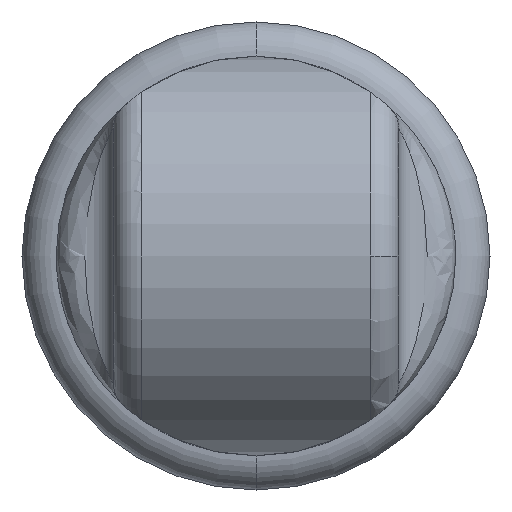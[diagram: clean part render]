
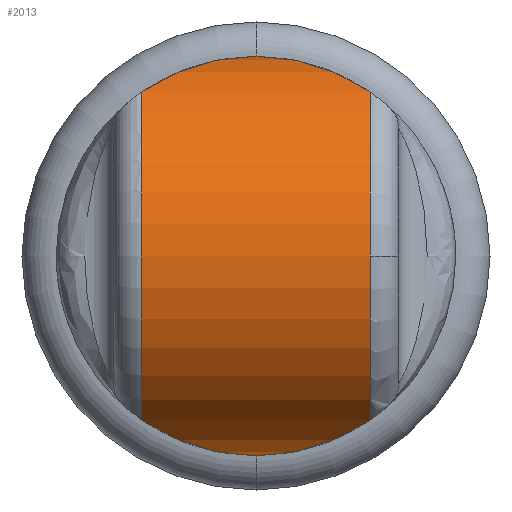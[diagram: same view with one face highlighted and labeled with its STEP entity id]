
A CAD part, left-side view. The second image highlights one B-rep face of the part: STEP entity #2013.
In plain terms, the highlighted cylindrical face has radius 0.889 mm (diameter 1.778 mm), a partial arc.
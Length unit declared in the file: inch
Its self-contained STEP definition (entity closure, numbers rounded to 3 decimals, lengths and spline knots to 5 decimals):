
#7 = ORIENTED_EDGE ( 'NONE', *, *, #3310, .T. ) ;
#20 = CARTESIAN_POINT ( 'NONE',  ( 0.02695, -0.10754, -0.03284 ) ) ;
#50 = CIRCLE ( 'NONE', #2719, 0.035 ) ;
#195 = EDGE_LOOP ( 'NONE', ( #1589, #7, #2781, #1364, #2041, #2084, #226 ) ) ;
#209 = EDGE_CURVE ( 'NONE', #2007, #820, #487, .T. ) ;
#213 =( BOUNDED_CURVE ( )  B_SPLINE_CURVE ( 3, ( #1789, #20, #924, #3300 ),
 .UNSPECIFIED., .F., .F. ) 
 B_SPLINE_CURVE_WITH_KNOTS ( ( 4, 4 ),
 ( 4.10414, 4.71239 ),
 .UNSPECIFIED. ) 
 CURVE ( )  GEOMETRIC_REPRESENTATION_ITEM ( )  RATIONAL_B_SPLINE_CURVE ( ( 1., 0.969, 0.969, 1. ) ) 
 REPRESENTATION_ITEM ( '' )  );
#226 = ORIENTED_EDGE ( 'NONE', *, *, #209, .F. ) ;
#232 = CARTESIAN_POINT ( 'NONE',  ( 0.04104, -0.09345, 0.035 ) ) ;
#238 = CARTESIAN_POINT ( 'NONE',  ( 0.02104, -0.11345, -0.02872 ) ) ;
#330 = FACE_OUTER_BOUND ( 'NONE', #195, .T. ) ;
#390 = VERTEX_POINT ( 'NONE', #2239 ) ;
#454 = DIRECTION ( 'NONE',  ( 0., -1., 0. ) ) ;
#487 =( BOUNDED_CURVE ( )  B_SPLINE_CURVE ( 3, ( #2151, #3030, #685, #2426 ),
 .UNSPECIFIED., .F., .T. ) 
 B_SPLINE_CURVE_WITH_KNOTS ( ( 4, 4 ),
 ( 4.71239, 5.32063 ),
 .UNSPECIFIED. ) 
 CURVE ( )  GEOMETRIC_REPRESENTATION_ITEM ( )  RATIONAL_B_SPLINE_CURVE ( ( 1., 0.969, 0.969, 1. ) ) 
 REPRESENTATION_ITEM ( '' )  );
#577 = VERTEX_POINT ( 'NONE', #1222 ) ;
#685 = CARTESIAN_POINT ( 'NONE',  ( 0.02695, -0.07937, -0.03284 ) ) ;
#790 = CARTESIAN_POINT ( 'NONE',  ( 0.04104, -0.11345, 0. ) ) ;
#820 = VERTEX_POINT ( 'NONE', #3046 ) ;
#924 = CARTESIAN_POINT ( 'NONE',  ( 0.03383, -0.10066, -0.035 ) ) ;
#925 = EDGE_CURVE ( 'NONE', #2602, #390, #976, .T. ) ;
#976 = CIRCLE ( 'NONE', #3146, 0.035 ) ;
#986 = CARTESIAN_POINT ( 'NONE',  ( 0.00604, -0.11345, 0. ) ) ;
#1164 = CIRCLE ( 'NONE', #3713, 0.035 ) ;
#1199 = CARTESIAN_POINT ( 'NONE',  ( 0.03383, -0.10066, 0.035 ) ) ;
#1222 = CARTESIAN_POINT ( 'NONE',  ( 0.02104, -0.07345, 0.02872 ) ) ;
#1322 = DIRECTION ( 'NONE',  ( 0., 1., 0. ) ) ;
#1364 = ORIENTED_EDGE ( 'NONE', *, *, #2940, .F. ) ;
#1399 = VERTEX_POINT ( 'NONE', #238 ) ;
#1433 =( BOUNDED_CURVE ( )  B_SPLINE_CURVE ( 3, ( #2806, #3414, #3099, #3730 ),
 .UNSPECIFIED., .F., .T. ) 
 B_SPLINE_CURVE_WITH_KNOTS ( ( 4, 4 ),
 ( 0.96255, 1.5708 ),
 .UNSPECIFIED. ) 
 CURVE ( )  GEOMETRIC_REPRESENTATION_ITEM ( )  RATIONAL_B_SPLINE_CURVE ( ( 1., 0.969, 0.969, 1. ) ) 
 REPRESENTATION_ITEM ( '' )  );
#1458 = CARTESIAN_POINT ( 'NONE',  ( 0.02104, -0.11345, 0.02872 ) ) ;
#1494 = CARTESIAN_POINT ( 'NONE',  ( 0.04104, -0.09345, -0.035 ) ) ;
#1508 = CYLINDRICAL_SURFACE ( 'NONE', #2514, 0.035 ) ;
#1589 = ORIENTED_EDGE ( 'NONE', *, *, #2803, .F. ) ;
#1789 = CARTESIAN_POINT ( 'NONE',  ( 0.02104, -0.11345, -0.02872 ) ) ;
#1815 = CARTESIAN_POINT ( 'NONE',  ( 0.04104, -0.14, 0. ) ) ;
#1929 = CARTESIAN_POINT ( 'NONE',  ( 0.04104, -0.11345, 0. ) ) ;
#2007 = VERTEX_POINT ( 'NONE', #1494 ) ;
#2013 = ADVANCED_FACE ( 'NONE', ( #330 ), #1508, .T. ) ;
#2041 = ORIENTED_EDGE ( 'NONE', *, *, #2614, .F. ) ;
#2084 = ORIENTED_EDGE ( 'NONE', *, *, #2092, .T. ) ;
#2092 = EDGE_CURVE ( 'NONE', #577, #820, #1164, .T. ) ;
#2151 = CARTESIAN_POINT ( 'NONE',  ( 0.04104, -0.09345, -0.035 ) ) ;
#2239 = CARTESIAN_POINT ( 'NONE',  ( 0.02104, -0.11345, 0.02872 ) ) ;
#2426 = CARTESIAN_POINT ( 'NONE',  ( 0.02104, -0.07345, -0.02872 ) ) ;
#2514 = AXIS2_PLACEMENT_3D ( 'NONE', #1815, #2988, #2678 ) ;
#2602 = VERTEX_POINT ( 'NONE', #986 ) ;
#2612 = DIRECTION ( 'NONE',  ( -1., 0., 0. ) ) ;
#2614 = EDGE_CURVE ( 'NONE', #577, #3626, #1433, .T. ) ;
#2678 = DIRECTION ( 'NONE',  ( 0., 0., 1. ) ) ;
#2719 = AXIS2_PLACEMENT_3D ( 'NONE', #1929, #1322, #3063 ) ;
#2781 = ORIENTED_EDGE ( 'NONE', *, *, #925, .T. ) ;
#2803 = EDGE_CURVE ( 'NONE', #1399, #2007, #213, .T. ) ;
#2806 = CARTESIAN_POINT ( 'NONE',  ( 0.02104, -0.07345, 0.02872 ) ) ;
#2934 = CARTESIAN_POINT ( 'NONE',  ( 0.04104, -0.09345, 0.035 ) ) ;
#2940 = EDGE_CURVE ( 'NONE', #3626, #390, #3801, .T. ) ;
#2979 = CARTESIAN_POINT ( 'NONE',  ( 0.02695, -0.10754, 0.03284 ) ) ;
#2988 = DIRECTION ( 'NONE',  ( 0., 1., 0. ) ) ;
#3030 = CARTESIAN_POINT ( 'NONE',  ( 0.03383, -0.08624, -0.035 ) ) ;
#3046 = CARTESIAN_POINT ( 'NONE',  ( 0.02104, -0.07345, -0.02872 ) ) ;
#3063 = DIRECTION ( 'NONE',  ( -1., 0., 0. ) ) ;
#3099 = CARTESIAN_POINT ( 'NONE',  ( 0.03383, -0.08624, 0.035 ) ) ;
#3146 = AXIS2_PLACEMENT_3D ( 'NONE', #790, #3168, #2612 ) ;
#3168 = DIRECTION ( 'NONE',  ( 0., 1., 0. ) ) ;
#3300 = CARTESIAN_POINT ( 'NONE',  ( 0.04104, -0.09345, -0.035 ) ) ;
#3310 = EDGE_CURVE ( 'NONE', #1399, #2602, #50, .T. ) ;
#3397 = DIRECTION ( 'NONE',  ( 1., 0., 0. ) ) ;
#3414 = CARTESIAN_POINT ( 'NONE',  ( 0.02695, -0.07937, 0.03284 ) ) ;
#3626 = VERTEX_POINT ( 'NONE', #232 ) ;
#3678 = CARTESIAN_POINT ( 'NONE',  ( 0.04104, -0.07345, 0. ) ) ;
#3713 = AXIS2_PLACEMENT_3D ( 'NONE', #3678, #454, #3397 ) ;
#3730 = CARTESIAN_POINT ( 'NONE',  ( 0.04104, -0.09345, 0.035 ) ) ;
#3801 =( BOUNDED_CURVE ( )  B_SPLINE_CURVE ( 3, ( #2934, #1199, #2979, #1458 ),
 .UNSPECIFIED., .F., .T. ) 
 B_SPLINE_CURVE_WITH_KNOTS ( ( 4, 4 ),
 ( 1.5708, 2.17904 ),
 .UNSPECIFIED. ) 
 CURVE ( )  GEOMETRIC_REPRESENTATION_ITEM ( )  RATIONAL_B_SPLINE_CURVE ( ( 1., 0.969, 0.969, 1. ) ) 
 REPRESENTATION_ITEM ( '' )  );
